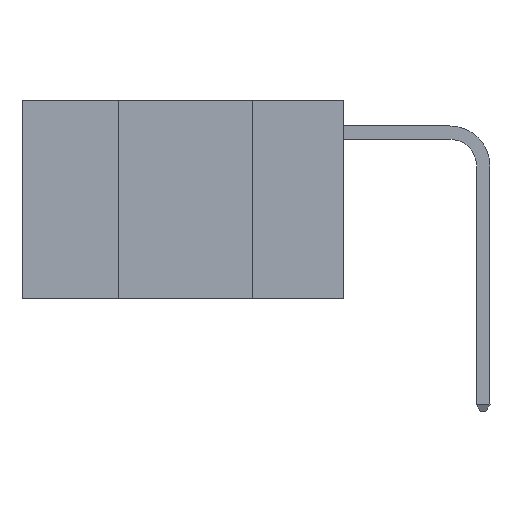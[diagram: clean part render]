
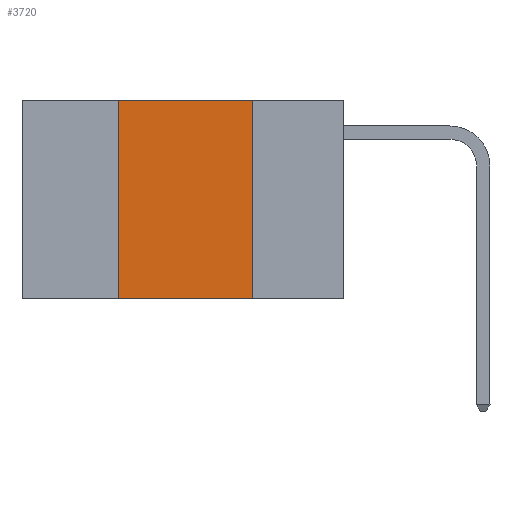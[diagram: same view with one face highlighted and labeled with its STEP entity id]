
A CAD part, left-side view. The second image highlights one B-rep face of the part: STEP entity #3720.
In plain terms, the highlighted planar face has unit normal (-1, 0, 0).
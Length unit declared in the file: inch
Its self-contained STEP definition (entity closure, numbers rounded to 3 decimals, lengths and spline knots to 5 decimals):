
#576 = VERTEX_POINT ( 'NONE', #23768 ) ;
#587 = CARTESIAN_POINT ( 'NONE',  ( 0., 0.42, 0. ) ) ;
#597 = ORIENTED_EDGE ( 'NONE', *, *, #8825, .T. ) ;
#1992 = VERTEX_POINT ( 'NONE', #16264 ) ;
#3701 = EDGE_CURVE ( 'NONE', #576, #1992, #8006, .T. ) ;
#3720 = ADVANCED_FACE ( 'NONE', ( #4554 ), #6535, .F. ) ;
#4554 = FACE_OUTER_BOUND ( 'NONE', #6170, .T. ) ;
#5386 = VECTOR ( 'NONE', #15803, 39.37008 ) ;
#6170 = EDGE_LOOP ( 'NONE', ( #22050, #18899, #15050, #597 ) ) ;
#6240 = LINE ( 'NONE', #17513, #21756 ) ;
#6535 = PLANE ( 'NONE',  #16719 ) ;
#7605 = VECTOR ( 'NONE', #21471, 39.37008 ) ;
#7965 = EDGE_CURVE ( 'NONE', #14090, #19575, #8107, .T. ) ;
#8006 = LINE ( 'NONE', #587, #5386 ) ;
#8107 = LINE ( 'NONE', #19512, #7605 ) ;
#8654 = DIRECTION ( 'NONE',  ( 0., -1., 0. ) ) ;
#8825 = EDGE_CURVE ( 'NONE', #576, #19575, #12528, .T. ) ;
#9704 = VECTOR ( 'NONE', #12180, 39.37008 ) ;
#11862 = CARTESIAN_POINT ( 'NONE',  ( 0., 0.17, -0.37 ) ) ;
#12133 = DIRECTION ( 'NONE',  ( 1., 0., 0. ) ) ;
#12180 = DIRECTION ( 'NONE',  ( 0., -1., 0. ) ) ;
#12528 = LINE ( 'NONE', #21871, #9704 ) ;
#14090 = VERTEX_POINT ( 'NONE', #19110 ) ;
#15050 = ORIENTED_EDGE ( 'NONE', *, *, #3701, .F. ) ;
#15803 = DIRECTION ( 'NONE',  ( 0., 0., 1. ) ) ;
#16264 = CARTESIAN_POINT ( 'NONE',  ( 0., 0.42, 0. ) ) ;
#16719 = AXIS2_PLACEMENT_3D ( 'NONE', #21485, #12133, #19643 ) ;
#17513 = CARTESIAN_POINT ( 'NONE',  ( 0., 0.6, 0. ) ) ;
#18899 = ORIENTED_EDGE ( 'NONE', *, *, #23559, .F. ) ;
#19110 = CARTESIAN_POINT ( 'NONE',  ( 0., 0.17, 0. ) ) ;
#19512 = CARTESIAN_POINT ( 'NONE',  ( 0., 0.17, 0. ) ) ;
#19575 = VERTEX_POINT ( 'NONE', #11862 ) ;
#19643 = DIRECTION ( 'NONE',  ( 0., 0., -1. ) ) ;
#21471 = DIRECTION ( 'NONE',  ( 0., 0., -1. ) ) ;
#21485 = CARTESIAN_POINT ( 'NONE',  ( 0., 0.6, 0. ) ) ;
#21756 = VECTOR ( 'NONE', #8654, 39.37008 ) ;
#21871 = CARTESIAN_POINT ( 'NONE',  ( 0., 0.6, -0.37 ) ) ;
#22050 = ORIENTED_EDGE ( 'NONE', *, *, #7965, .F. ) ;
#23559 = EDGE_CURVE ( 'NONE', #1992, #14090, #6240, .T. ) ;
#23768 = CARTESIAN_POINT ( 'NONE',  ( 0., 0.42, -0.37 ) ) ;
